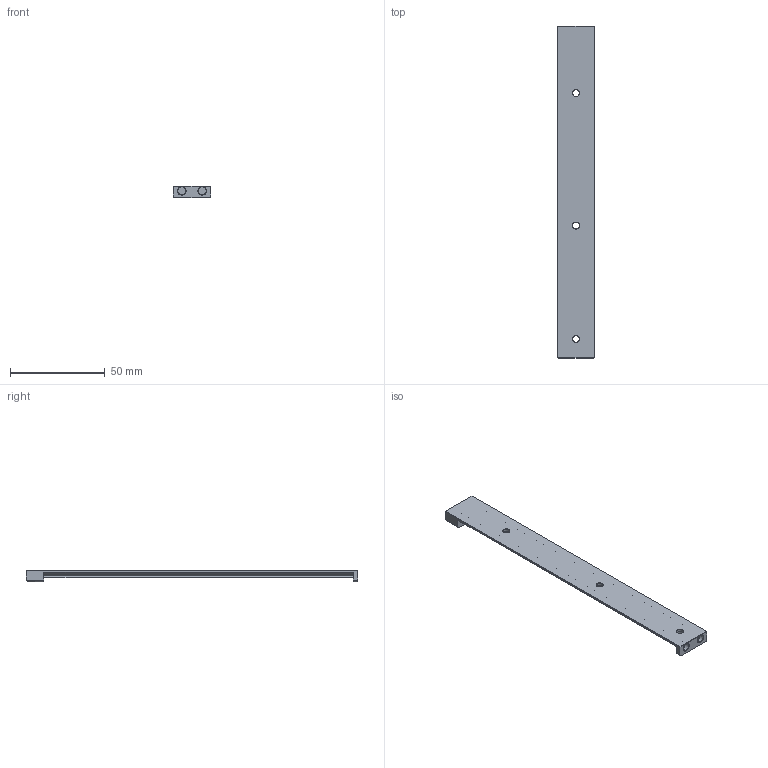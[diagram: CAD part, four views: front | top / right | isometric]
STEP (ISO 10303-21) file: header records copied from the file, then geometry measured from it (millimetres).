
FILE_DESCRIPTION (( 'STEP AP214' ), '1' );
FILE_NAME ('Spool 2020 Profile Crossbar.STEP', '2025-08-09T06:18:00', ( '' ), ( '' ), 'SwSTEP 2.0', 'SolidWorks 2021', '' );
FILE_SCHEMA (( 'AUTOMOTIVE_DESIGN' ));
Length unit declared in the file: millimetre
Products named in the file (1): Spool 2020 Profile Crossbar
Bounding box: 20 x 175.5 x 6.3 mm (x, y, z)
Volume: 8681.3 mm3; surface area: 10156.5 mm2
Topology: 1 solids, 1 shells, 64 faces, 159 edges, 96 vertices
Faces by surface type: cylinder 23, cone 22, plane 19
Entity records: 1965 total; most frequent: DIRECTION 361, CARTESIAN_POINT 338, ORIENTED_EDGE 318, EDGE_CURVE 159, AXIS2_PLACEMENT_3D 139, VERTEX_POINT 96, LINE 83, VECTOR 83
